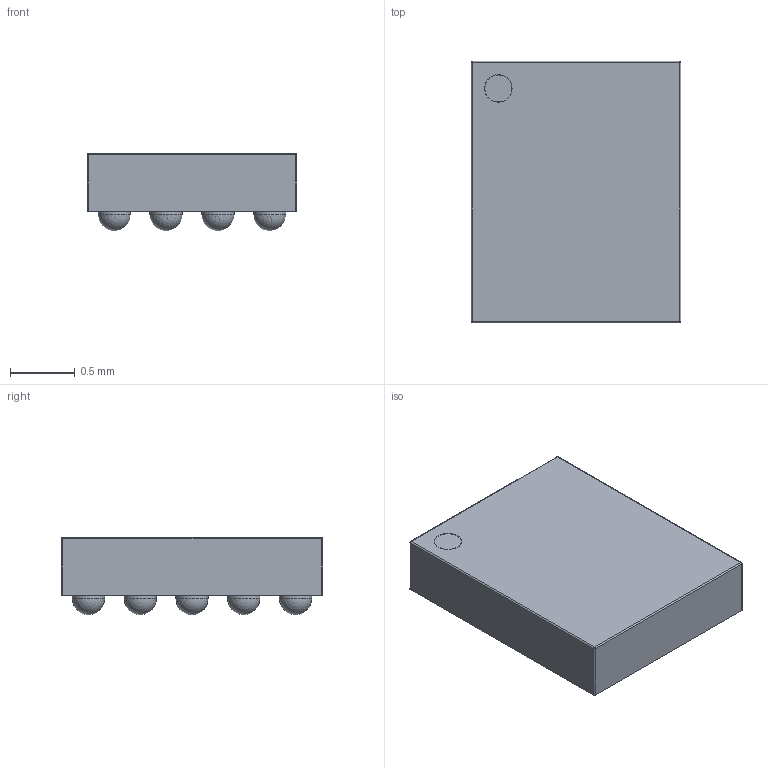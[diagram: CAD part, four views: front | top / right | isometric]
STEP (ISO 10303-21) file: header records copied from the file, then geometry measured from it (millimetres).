
FILE_DESCRIPTION (( 'STEP AP214' ), '1' );
FILE_NAME ('BGA20C40P4X5_162X202X60_ON_Semiconductor_WLCSP20_CASE568AG_Issue_D.STEP', '2016-05-23T06:31:16', ( 'pomocnik' ), ( '' ), 'SwSTEP 2.0', 'SolidWorks 2012', '' );
FILE_SCHEMA (( 'AUTOMOTIVE_DESIGN' ));
Length unit declared in the file: millimetre
Products named in the file (1): BGA20C40P4X5_162X202X60_ON_Semiconductor_WLCSP20_CASE568AG_Issue_D
Bounding box: 1.62 x 2.02 x 0.6 mm (x, y, z)
Volume: 1.6 mm3; surface area: 11.2 mm2
Topology: 1 solids, 1 shells, 60 faces, 163 edges, 82 vertices
Faces by surface type: cylinder 28, sphere 24, plane 7, torus 1
Full cylindrical faces by diameter (mm): 0.25 x20
Entity records: 1532 total; most frequent: DIRECTION 258, CARTESIAN_POINT 201, ORIENTED_EDGE 156, AXIS2_PLACEMENT_3D 119, EDGE_LOOP 102, FACE_OUTER_BOUND 81, EDGE_CURVE 78, VERTEX_POINT 62
